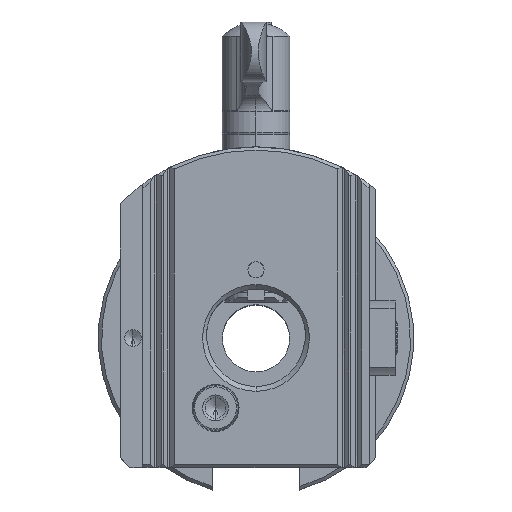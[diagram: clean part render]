
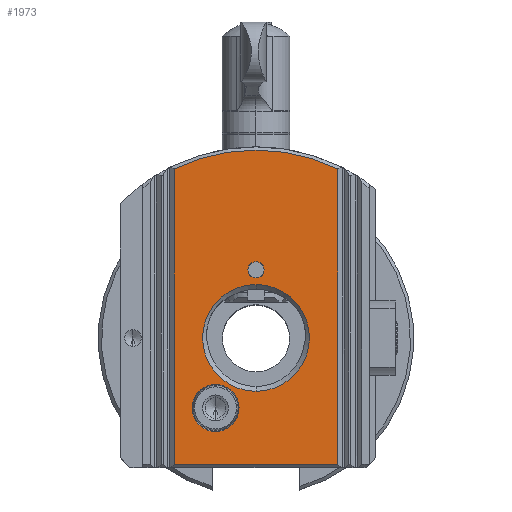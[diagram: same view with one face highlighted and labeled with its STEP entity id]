
A CAD part, top view. The second image highlights one B-rep face of the part: STEP entity #1973.
In plain terms, the highlighted planar face has unit normal (0, 0, 1).
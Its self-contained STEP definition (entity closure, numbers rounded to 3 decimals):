
#1973=ADVANCED_FACE('',(#2473,#2474,#2475,#2476),#2173,.T.);
#2173=PLANE('',#5783);
#2295=CIRCLE('',#5705,16.5);
#2322=CIRCLE('',#5748,7.268);
#2324=CIRCLE('',#5752,2.5);
#2333=CIRCLE('',#5779,58.);
#2334=CIRCLE('',#5780,7.268);
#2335=CIRCLE('',#5781,16.5);
#2336=CIRCLE('',#5782,2.5);
#2473=FACE_BOUND('',#2587,.T.);
#2474=FACE_BOUND('',#2588,.T.);
#2475=FACE_BOUND('',#2589,.T.);
#2476=FACE_BOUND('',#2590,.T.);
#2587=EDGE_LOOP('',(#3251,#3252,#3253,#3254));
#2588=EDGE_LOOP('',(#3255,#3256));
#2589=EDGE_LOOP('',(#3257,#3258));
#2590=EDGE_LOOP('',(#3259,#3260));
#3251=ORIENTED_EDGE('',*,*,#4713,.F.);
#3252=ORIENTED_EDGE('',*,*,#4714,.F.);
#3253=ORIENTED_EDGE('',*,*,#4698,.F.);
#3254=ORIENTED_EDGE('',*,*,#4715,.F.);
#3255=ORIENTED_EDGE('',*,*,#4671,.F.);
#3256=ORIENTED_EDGE('',*,*,#4716,.F.);
#3257=ORIENTED_EDGE('',*,*,#4619,.T.);
#3258=ORIENTED_EDGE('',*,*,#4717,.T.);
#3259=ORIENTED_EDGE('',*,*,#4676,.F.);
#3260=ORIENTED_EDGE('',*,*,#4718,.F.);
#4196=VERTEX_POINT('',#10577);
#4197=VERTEX_POINT('',#10578);
#4232=VERTEX_POINT('',#11190);
#4233=VERTEX_POINT('',#11192);
#4236=VERTEX_POINT('',#11202);
#4237=VERTEX_POINT('',#11203);
#4245=VERTEX_POINT('',#11435);
#4246=VERTEX_POINT('',#11437);
#4256=VERTEX_POINT('',#11477);
#4257=VERTEX_POINT('',#11478);
#4619=EDGE_CURVE('',#4196,#4197,#2295,.T.);
#4671=EDGE_CURVE('',#4232,#4233,#2322,.T.);
#4676=EDGE_CURVE('',#4236,#4237,#2324,.T.);
#4698=EDGE_CURVE('',#4245,#4246,#5154,.T.);
#4713=EDGE_CURVE('',#4256,#4257,#5165,.T.);
#4714=EDGE_CURVE('',#4246,#4256,#5166,.T.);
#4715=EDGE_CURVE('',#4257,#4245,#2333,.T.);
#4716=EDGE_CURVE('',#4233,#4232,#2334,.T.);
#4717=EDGE_CURVE('',#4197,#4196,#2335,.T.);
#4718=EDGE_CURVE('',#4237,#4236,#2336,.T.);
#5154=LINE('',#11436,#5436);
#5165=LINE('',#11476,#5447);
#5166=LINE('',#11479,#5448);
#5436=VECTOR('',#6530,1.);
#5447=VECTOR('',#6559,1.);
#5448=VECTOR('',#6560,1.);
#5705=AXIS2_PLACEMENT_3D('',#10576,#6365,#6366);
#5748=AXIS2_PLACEMENT_3D('',#11191,#6471,#6472);
#5752=AXIS2_PLACEMENT_3D('',#11201,#6482,#6483);
#5779=AXIS2_PLACEMENT_3D('',#11480,#6561,#6562);
#5780=AXIS2_PLACEMENT_3D('',#11481,#6563,#6564);
#5781=AXIS2_PLACEMENT_3D('',#11482,#6565,#6566);
#5782=AXIS2_PLACEMENT_3D('',#11483,#6567,#6568);
#5783=AXIS2_PLACEMENT_3D('',#11484,#6569,#6570);
#6365=DIRECTION('',(0.,0.,-1.));
#6366=DIRECTION('',(0.,-1.,0.));
#6471=DIRECTION('',(0.,0.,1.));
#6472=DIRECTION('',(0.,1.,0.));
#6482=DIRECTION('',(0.,0.,1.));
#6483=DIRECTION('',(1.,0.,0.));
#6530=DIRECTION('',(0.,-1.,0.));
#6559=DIRECTION('',(0.,1.,0.));
#6560=DIRECTION('',(-1.,0.,0.));
#6561=DIRECTION('',(0.,0.,-1.));
#6562=DIRECTION('',(0.,-1.,0.));
#6563=DIRECTION('',(0.,0.,1.));
#6564=DIRECTION('',(0.,1.,0.));
#6565=DIRECTION('',(0.,0.,-1.));
#6566=DIRECTION('',(0.,-1.,0.));
#6567=DIRECTION('',(0.,0.,1.));
#6568=DIRECTION('',(1.,0.,0.));
#6569=DIRECTION('',(0.,0.,1.));
#6570=DIRECTION('',(0.,-1.,0.));
#10576=CARTESIAN_POINT('',(2.,-1.,86.8));
#10577=CARTESIAN_POINT('',(2.,-17.5,86.8));
#10578=CARTESIAN_POINT('',(2.,15.5,86.8));
#11190=CARTESIAN_POINT('',(-10.5,-29.918,86.8));
#11191=CARTESIAN_POINT('',(-10.5,-22.65,86.8));
#11192=CARTESIAN_POINT('',(-10.5,-15.382,86.8));
#11201=CARTESIAN_POINT('',(2.,20.,86.8));
#11202=CARTESIAN_POINT('',(-0.5,20.,86.8));
#11203=CARTESIAN_POINT('',(4.5,20.,86.8));
#11435=CARTESIAN_POINT('',(27.301,51.191,86.8));
#11436=CARTESIAN_POINT('',(27.301,-430.057,86.8));
#11437=CARTESIAN_POINT('',(27.301,-40.,86.8));
#11476=CARTESIAN_POINT('',(-23.299,-430.057,86.8));
#11477=CARTESIAN_POINT('',(-23.299,-40.,86.8));
#11478=CARTESIAN_POINT('',(-23.299,51.191,86.8));
#11479=CARTESIAN_POINT('',(2.,-40.,86.8));
#11480=CARTESIAN_POINT('',(2.,-1.,86.8));
#11481=CARTESIAN_POINT('',(-10.5,-22.65,86.8));
#11482=CARTESIAN_POINT('',(2.,-1.,86.8));
#11483=CARTESIAN_POINT('',(2.,20.,86.8));
#11484=CARTESIAN_POINT('',(2.,28.5,86.8));
